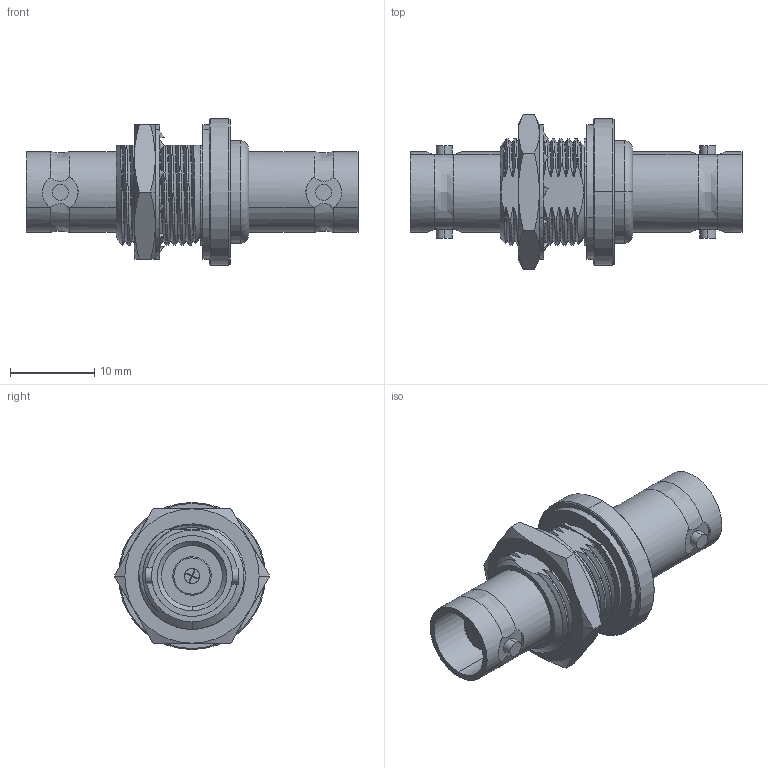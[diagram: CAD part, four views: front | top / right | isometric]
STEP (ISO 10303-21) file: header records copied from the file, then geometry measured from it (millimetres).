
FILE_DESCRIPTION (( 'STEP AP214' ), '1' );
FILE_NAME ('LCAD30002_3D.step', '2025-06-10T18:48:26', ( '' ), ( '' ), 'SwSTEP 2.0', 'SolidWorks 2022', '' );
FILE_SCHEMA (( 'AUTOMOTIVE_DESIGN' ));
Length unit declared in the file: inch
Products named in the file (7): LCAD30002 Insulator 2^LCAD30002; LCAD30002_3D; LCAD30002 Nut^LCAD30002; LCAD30002 Body^LCAD30002; LCAD30002 Seal^LCAD30002; LCAD30002 Washer^LCAD30002; LCAD30002 Insulator^LCAD30002
Assembly tree (6 placements, depth 2):
  LCAD30002_3D
    LCAD30002 Washer^LCAD30002
    LCAD30002 Insulator^LCAD30002
    LCAD30002 Nut^LCAD30002
    LCAD30002 Body^LCAD30002
    LCAD30002 Seal^LCAD30002
    LCAD30002 Insulator 2^LCAD30002
Bounding box: 39.5 x 18.48 x 17.5 mm (x, y, z)
Volume: 3357.4 mm3; surface area: 4061.3 mm2
Topology: 6 solids, 6 shells, 292 faces, 797 edges, 530 vertices
Faces by surface type: cylinder 91, plane 88, bspline 80, cone 27, torus 6
Entity records: 32961 total; most frequent: CARTESIAN_POINT 25940, ORIENTED_EDGE 1594, DIRECTION 1174, EDGE_CURVE 797, VERTEX_POINT 530, AXIS2_PLACEMENT_3D 439, EDGE_LOOP 315, VECTOR 296
